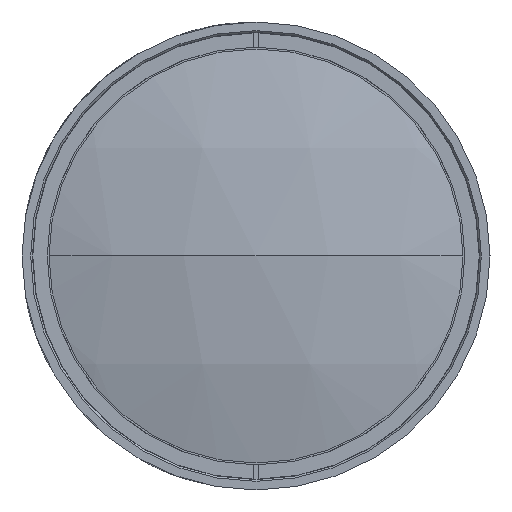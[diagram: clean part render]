
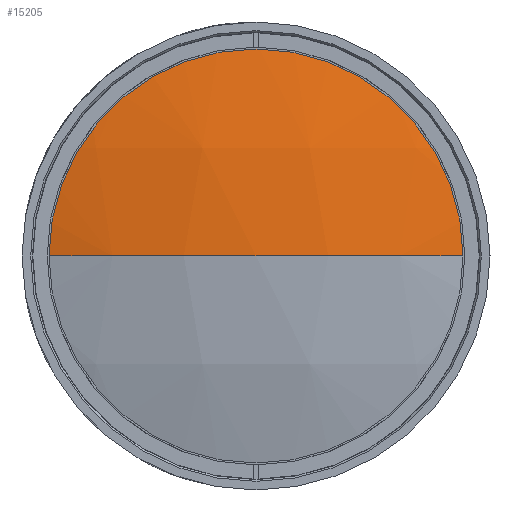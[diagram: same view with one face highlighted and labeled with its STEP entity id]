
A CAD part, left-side view. The second image highlights one B-rep face of the part: STEP entity #15205.
In plain terms, the highlighted spherical face has radius 227.674 mm.
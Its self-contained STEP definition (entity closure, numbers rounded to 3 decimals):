
#130 = AXIS2_PLACEMENT_3D ( 'NONE', #1310, #244, #10309 ) ;
#244 = DIRECTION ( 'NONE',  ( 0., 0., 1. ) ) ;
#315 = CARTESIAN_POINT ( 'NONE',  ( -202.247, 51.083, 135.9 ) ) ;
#1310 = CARTESIAN_POINT ( 'NONE',  ( 17.515, -8.417, 135.9 ) ) ;
#1927 = EDGE_CURVE ( 'NONE', #12474, #14212, #6388, .T. ) ;
#2138 = CIRCLE ( 'NONE', #16221, 227.674 ) ;
#2980 = VERTEX_POINT ( 'NONE', #15870 ) ;
#3496 = ORIENTED_EDGE ( 'NONE', *, *, #1927, .F. ) ;
#3758 = DIRECTION ( 'NONE',  ( 0., 0., 1. ) ) ;
#5071 = DIRECTION ( 'NONE',  ( 0., 0., -1. ) ) ;
#5260 = CARTESIAN_POINT ( 'NONE',  ( -202.247, -67.917, 135.9 ) ) ;
#6388 = CIRCLE ( 'NONE', #16869, 59.5 ) ;
#6498 = CARTESIAN_POINT ( 'NONE',  ( -202.247, -8.417, 135.9 ) ) ;
#7295 = CARTESIAN_POINT ( 'NONE',  ( 17.515, -8.417, 135.9 ) ) ;
#7958 = ORIENTED_EDGE ( 'NONE', *, *, #10367, .T. ) ;
#8731 = DIRECTION ( 'NONE',  ( -1., 0., 0. ) ) ;
#9216 = EDGE_LOOP ( 'NONE', ( #14202, #7958, #3496 ) ) ;
#10309 = DIRECTION ( 'NONE',  ( 0., 1., 0. ) ) ;
#10367 = EDGE_CURVE ( 'NONE', #2980, #14212, #2138, .T. ) ;
#12216 = SPHERICAL_SURFACE ( 'NONE', #130, 227.674 ) ;
#12345 = CARTESIAN_POINT ( 'NONE',  ( 17.515, -8.417, 135.9 ) ) ;
#12474 = VERTEX_POINT ( 'NONE', #315 ) ;
#12623 = AXIS2_PLACEMENT_3D ( 'NONE', #7295, #17306, #8731 ) ;
#12855 = FACE_OUTER_BOUND ( 'NONE', #9216, .T. ) ;
#13791 = DIRECTION ( 'NONE',  ( 0., -1., 0. ) ) ;
#14202 = ORIENTED_EDGE ( 'NONE', *, *, #15517, .F. ) ;
#14212 = VERTEX_POINT ( 'NONE', #5260 ) ;
#15082 = DIRECTION ( 'NONE',  ( 1., 0., 0. ) ) ;
#15205 = ADVANCED_FACE ( 'NONE', ( #12855 ), #12216, .T. ) ;
#15517 = EDGE_CURVE ( 'NONE', #2980, #12474, #15580, .T. ) ;
#15580 = CIRCLE ( 'NONE', #12623, 227.674 ) ;
#15870 = CARTESIAN_POINT ( 'NONE',  ( -210.159, -8.417, 135.9 ) ) ;
#16221 = AXIS2_PLACEMENT_3D ( 'NONE', #12345, #3758, #13791 ) ;
#16869 = AXIS2_PLACEMENT_3D ( 'NONE', #6498, #15082, #5071 ) ;
#17306 = DIRECTION ( 'NONE',  ( 0., 0., -1. ) ) ;
